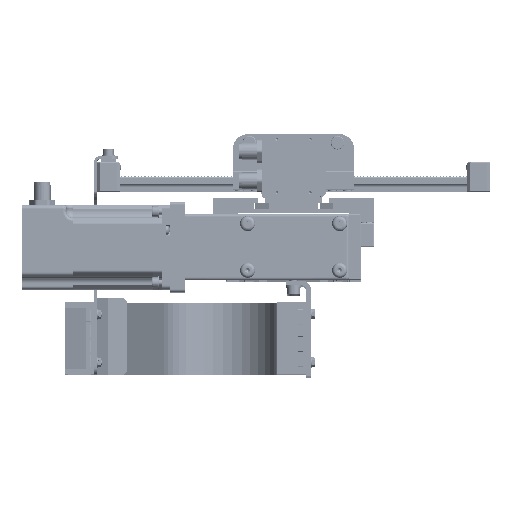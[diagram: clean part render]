
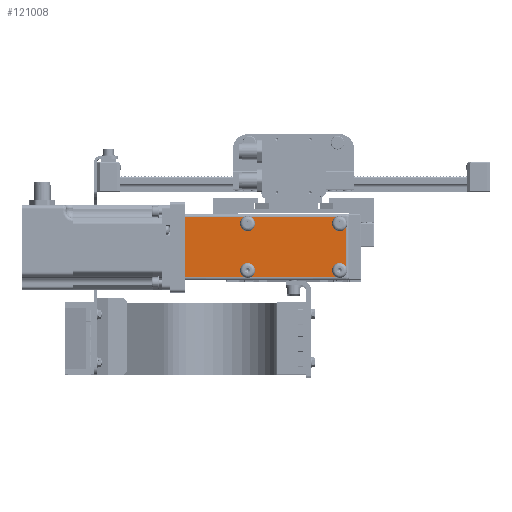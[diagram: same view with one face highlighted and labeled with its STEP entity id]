
A CAD part, top view. The second image highlights one B-rep face of the part: STEP entity #121008.
In plain terms, the highlighted planar face has unit normal (0, 0, 1).
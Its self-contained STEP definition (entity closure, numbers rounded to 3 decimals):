
#8176=CIRCLE('',#130954,5.);
#8177=CIRCLE('',#130955,5.);
#8185=CIRCLE('',#130969,5.);
#8189=CIRCLE('',#130976,5.);
#8194=CIRCLE('',#130986,5.);
#8195=CIRCLE('',#130987,5.);
#14056=FACE_OUTER_BOUND('',#20891,.T.);
#20891=EDGE_LOOP('',(#93666,#93667,#93668,#93669,#93670,#93671,#93672,#93673,
#93674,#93675,#93676,#93677));
#30056=LINE('',#195802,#40664);
#30057=LINE('',#195815,#40665);
#30063=LINE('',#195853,#40671);
#30065=LINE('',#195871,#40673);
#30067=LINE('',#195887,#40675);
#30069=LINE('',#195892,#40677);
#40664=VECTOR('',#155178,10.);
#40665=VECTOR('',#155179,10.);
#40671=VECTOR('',#155189,10.);
#40673=VECTOR('',#155195,10.);
#40675=VECTOR('',#155199,10.);
#40677=VECTOR('',#155207,10.);
#51758=VERTEX_POINT('',#195783);
#51761=VERTEX_POINT('',#195799);
#51762=VERTEX_POINT('',#195801);
#51763=VERTEX_POINT('',#195803);
#51764=VERTEX_POINT('',#195820);
#51769=VERTEX_POINT('',#195846);
#51770=VERTEX_POINT('',#195857);
#51771=VERTEX_POINT('',#195858);
#51772=VERTEX_POINT('',#195870);
#51774=VERTEX_POINT('',#195875);
#51777=VERTEX_POINT('',#195902);
#51794=VERTEX_POINT('',#195961);
#66444=EDGE_CURVE('',#51761,#51762,#30056,.T.);
#66446=EDGE_CURVE('',#51763,#51758,#30057,.T.);
#66456=EDGE_CURVE('',#51769,#51764,#30063,.T.);
#66459=EDGE_CURVE('',#51771,#51772,#30065,.T.);
#66463=EDGE_CURVE('',#51774,#51770,#30067,.T.);
#66465=EDGE_CURVE('',#51772,#51761,#30069,.T.);
#66471=EDGE_CURVE('',#51771,#51777,#8176,.T.);
#66472=EDGE_CURVE('',#51777,#51770,#8177,.T.);
#66485=EDGE_CURVE('',#51769,#51758,#8185,.T.);
#66491=EDGE_CURVE('',#51774,#51764,#8189,.T.);
#66499=EDGE_CURVE('',#51763,#51794,#8194,.T.);
#66500=EDGE_CURVE('',#51794,#51762,#8195,.T.);
#93666=ORIENTED_EDGE('',*,*,#66444,.F.);
#93667=ORIENTED_EDGE('',*,*,#66465,.F.);
#93668=ORIENTED_EDGE('',*,*,#66459,.F.);
#93669=ORIENTED_EDGE('',*,*,#66471,.T.);
#93670=ORIENTED_EDGE('',*,*,#66472,.T.);
#93671=ORIENTED_EDGE('',*,*,#66463,.F.);
#93672=ORIENTED_EDGE('',*,*,#66491,.T.);
#93673=ORIENTED_EDGE('',*,*,#66456,.F.);
#93674=ORIENTED_EDGE('',*,*,#66485,.T.);
#93675=ORIENTED_EDGE('',*,*,#66446,.F.);
#93676=ORIENTED_EDGE('',*,*,#66499,.T.);
#93677=ORIENTED_EDGE('',*,*,#66500,.T.);
#109415=PLANE('',#130989);
#121008=ADVANCED_FACE('',(#14056),#109415,.T.);
#130954=AXIS2_PLACEMENT_3D('',#195904,#155223,#155224);
#130955=AXIS2_PLACEMENT_3D('',#195905,#155225,#155226);
#130969=AXIS2_PLACEMENT_3D('',#195933,#155258,#155259);
#130976=AXIS2_PLACEMENT_3D('',#195945,#155274,#155275);
#130986=AXIS2_PLACEMENT_3D('',#195963,#155297,#155298);
#130987=AXIS2_PLACEMENT_3D('',#195964,#155299,#155300);
#130989=AXIS2_PLACEMENT_3D('',#195967,#155304,#155305);
#155178=DIRECTION('',(1.,0.,0.));
#155179=DIRECTION('',(1.,0.,0.));
#155189=DIRECTION('',(0.,-1.,0.));
#155195=DIRECTION('',(-1.,0.,0.));
#155199=DIRECTION('',(-1.,0.,0.));
#155207=DIRECTION('',(0.,1.,0.));
#155223=DIRECTION('center_axis',(0.,0.,
-1.));
#155224=DIRECTION('ref_axis',(-1.,0.,0.));
#155225=DIRECTION('center_axis',(0.,0.,
-1.));
#155226=DIRECTION('ref_axis',(-1.,0.,0.));
#155258=DIRECTION('center_axis',(0.,0.,
-1.));
#155259=DIRECTION('ref_axis',(-1.,0.,0.));
#155274=DIRECTION('center_axis',(0.,0.,
-1.));
#155275=DIRECTION('ref_axis',(-1.,0.,0.));
#155297=DIRECTION('center_axis',(0.,0.,
-1.));
#155298=DIRECTION('ref_axis',(-1.,0.,0.));
#155299=DIRECTION('center_axis',(0.,0.,
-1.));
#155300=DIRECTION('ref_axis',(-1.,0.,0.));
#155304=DIRECTION('center_axis',(0.,0.,
1.));
#155305=DIRECTION('ref_axis',(-1.,0.,0.));
#195783=CARTESIAN_POINT('',(28.321,6.833,720.));
#195799=CARTESIAN_POINT('',(-72.,6.833,720.));
#195801=CARTESIAN_POINT('',(-32.679,6.833,720.));
#195802=CARTESIAN_POINT('',(-44.75,6.833,720.));
#195803=CARTESIAN_POINT('',(-28.321,6.833,720.));
#195815=CARTESIAN_POINT('',(-44.75,6.833,720.));
#195820=CARTESIAN_POINT('',(35.,-26.487,720.));
#195846=CARTESIAN_POINT('',(35.,0.154,720.));
#195853=CARTESIAN_POINT('',(35.,-2.167,720.));
#195857=CARTESIAN_POINT('',(-28.321,-33.167,720.));
#195858=CARTESIAN_POINT('',(-32.679,-33.167,720.));
#195870=CARTESIAN_POINT('',(-72.,-33.167,720.));
#195871=CARTESIAN_POINT('',(9.75,-33.167,720.));
#195875=CARTESIAN_POINT('',(28.321,-33.167,720.));
#195887=CARTESIAN_POINT('',(9.75,-33.167,720.));
#195892=CARTESIAN_POINT('',(-72.,-35.167,720.));
#195902=CARTESIAN_POINT('',(-25.5,-28.667,720.));
#195904=CARTESIAN_POINT('Origin',(-30.5,-28.667,720.));
#195905=CARTESIAN_POINT('Origin',(-30.5,-28.667,720.));
#195933=CARTESIAN_POINT('Origin',(30.5,2.333,720.));
#195945=CARTESIAN_POINT('Origin',(30.5,-28.667,720.));
#195961=CARTESIAN_POINT('',(-25.5,2.333,720.));
#195963=CARTESIAN_POINT('Origin',(-30.5,2.333,720.));
#195964=CARTESIAN_POINT('Origin',(-30.5,2.333,720.));
#195967=CARTESIAN_POINT('Origin',(-17.5,-13.167,720.));
